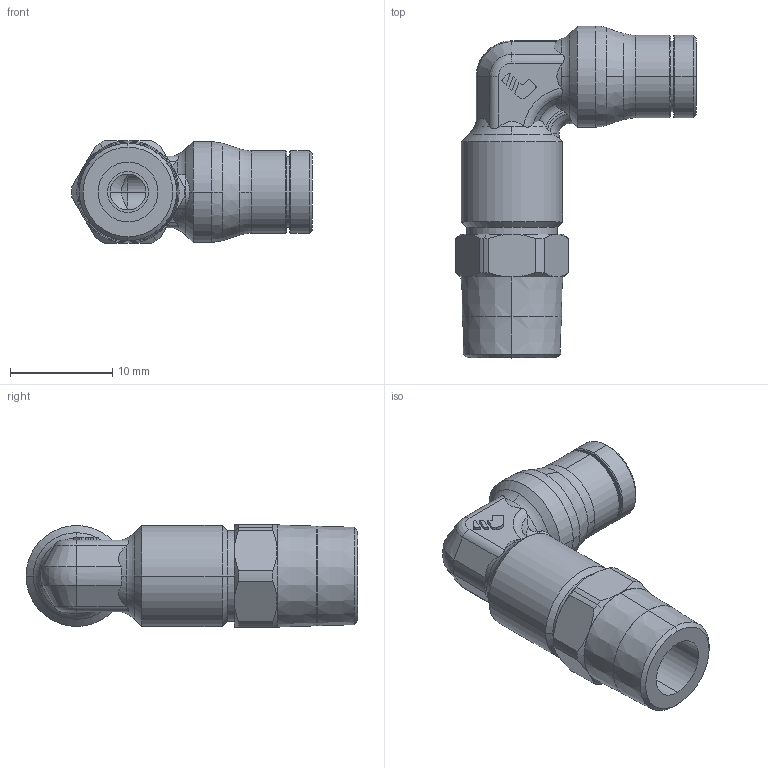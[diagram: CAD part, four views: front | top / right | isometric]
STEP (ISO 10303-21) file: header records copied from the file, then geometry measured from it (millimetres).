
FILE_DESCRIPTION(('STEP AP214'),'1');
FILE_NAME('3629_04_10.stp','2016-07-07T14:20:28',('TraceParts'),('TraceParts S.A.'),'Spatial InterOp 3D',' ',' ');
FILE_SCHEMA(('automotive_design'));
Length unit declared in the file: millimetre
Products named in the file (1): 1
Bounding box: 23.5 x 32.4 x 10 mm (x, y, z)
Volume: 2162.7 mm3; surface area: 2075.5 mm2
Topology: 1 solids, 1 shells, 166 faces, 417 edges, 264 vertices
Faces by surface type: cone 54, cylinder 46, plane 43, torus 22, sphere 1
Entity records: 5356 total; most frequent: CARTESIAN_POINT 1411, DIRECTION 849, ORIENTED_EDGE 832, EDGE_CURVE 416, AXIS2_PLACEMENT_3D 360, VERTEX_POINT 264, CIRCLE 191, EDGE_LOOP 180
